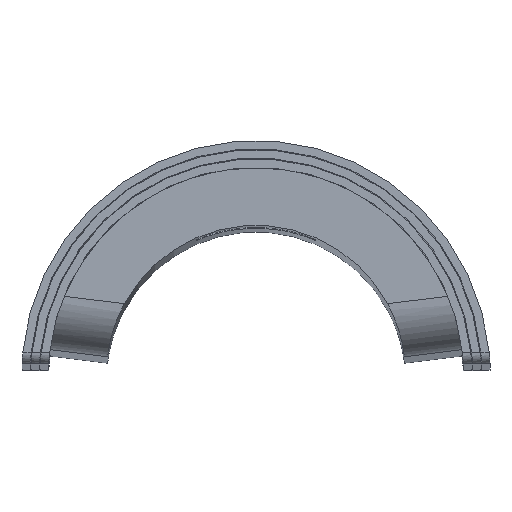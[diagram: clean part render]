
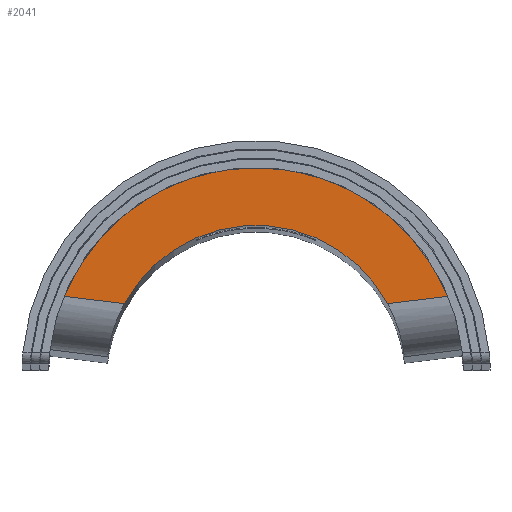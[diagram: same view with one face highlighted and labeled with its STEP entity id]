
A CAD part, top view. The second image highlights one B-rep face of the part: STEP entity #2041.
In plain terms, the highlighted planar face has unit normal (0, 0, 1).
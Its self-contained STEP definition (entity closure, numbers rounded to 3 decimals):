
#161 = EDGE_CURVE ( 'NONE', #397, #282, #1231, .T. ) ;
#282 = VERTEX_POINT ( 'NONE', #1954 ) ;
#346 = ORIENTED_EDGE ( 'NONE', *, *, #376, .T. ) ;
#376 = EDGE_CURVE ( 'NONE', #282, #3450, #628, .T. ) ;
#397 = VERTEX_POINT ( 'NONE', #627 ) ;
#439 = ORIENTED_EDGE ( 'NONE', *, *, #161, .T. ) ;
#624 = VERTEX_POINT ( 'NONE', #3290 ) ;
#627 = CARTESIAN_POINT ( 'NONE',  ( 36.111, 19.543, 519.5 ) ) ;
#628 = CIRCLE ( 'NONE', #1638, 56.935 ) ;
#716 = VECTOR ( 'NONE', #1937, 1000. ) ;
#907 = EDGE_CURVE ( 'NONE', #624, #397, #1052, .T. ) ;
#942 = ORIENTED_EDGE ( 'NONE', *, *, #3426, .T. ) ;
#1052 = CIRCLE ( 'NONE', #1509, 41.06 ) ;
#1216 = ORIENTED_EDGE ( 'NONE', *, *, #907, .T. ) ;
#1231 = LINE ( 'NONE', #3157, #2681 ) ;
#1255 = DIRECTION ( 'NONE',  ( 0., 0., -1. ) ) ;
#1344 = CARTESIAN_POINT ( 'NONE',  ( 0., 0., 519.5 ) ) ;
#1452 = CARTESIAN_POINT ( 'NONE',  ( 0., 0., 519.5 ) ) ;
#1457 = LINE ( 'NONE', #2443, #716 ) ;
#1509 = AXIS2_PLACEMENT_3D ( 'NONE', #2878, #1255, #3154 ) ;
#1540 = DIRECTION ( 'NONE',  ( 0.993, 0.122, 0. ) ) ;
#1638 = AXIS2_PLACEMENT_3D ( 'NONE', #1452, #3335, #1729 ) ;
#1729 = DIRECTION ( 'NONE',  ( 1., 0., 0. ) ) ;
#1902 = PLANE ( 'NONE',  #3526 ) ;
#1937 = DIRECTION ( 'NONE',  ( 0.993, -0.122, 0. ) ) ;
#1954 = CARTESIAN_POINT ( 'NONE',  ( 52.688, 21.577, 519.5 ) ) ;
#2041 = ADVANCED_FACE ( 'NONE', ( #2175 ), #1902, .T. ) ;
#2175 = FACE_OUTER_BOUND ( 'NONE', #2970, .T. ) ;
#2255 = CARTESIAN_POINT ( 'NONE',  ( -52.688, 21.577, 519.5 ) ) ;
#2438 = DIRECTION ( 'NONE',  ( 1., 0., 0. ) ) ;
#2443 = CARTESIAN_POINT ( 'NONE',  ( -38.928, 19.888, 519.5 ) ) ;
#2681 = VECTOR ( 'NONE', #1540, 1000. ) ;
#2878 = CARTESIAN_POINT ( 'NONE',  ( 0., 0., 519.5 ) ) ;
#2970 = EDGE_LOOP ( 'NONE', ( #346, #942, #1216, #439 ) ) ;
#3154 = DIRECTION ( 'NONE',  ( 1., 0., 0. ) ) ;
#3157 = CARTESIAN_POINT ( 'NONE',  ( 54.685, 21.822, 519.5 ) ) ;
#3237 = DIRECTION ( 'NONE',  ( 0., 0., 1. ) ) ;
#3290 = CARTESIAN_POINT ( 'NONE',  ( -36.111, 19.543, 519.5 ) ) ;
#3335 = DIRECTION ( 'NONE',  ( 0., 0., 1. ) ) ;
#3426 = EDGE_CURVE ( 'NONE', #3450, #624, #1457, .T. ) ;
#3450 = VERTEX_POINT ( 'NONE', #2255 ) ;
#3526 = AXIS2_PLACEMENT_3D ( 'NONE', #1344, #3237, #2438 ) ;
